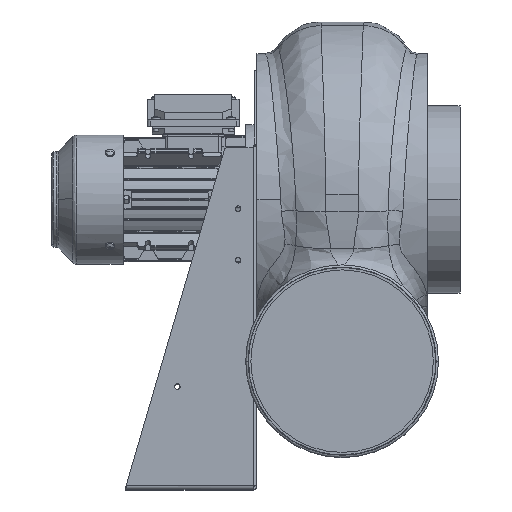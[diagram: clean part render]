
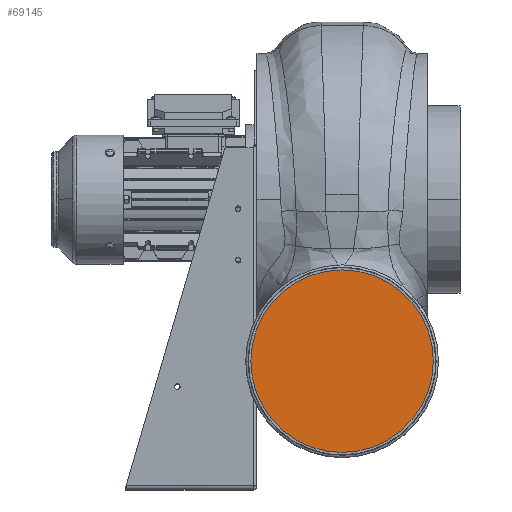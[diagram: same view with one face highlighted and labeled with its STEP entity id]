
A CAD part, top view. The second image highlights one B-rep face of the part: STEP entity #69145.
In plain terms, the highlighted planar face has unit normal (0, 0, 1).
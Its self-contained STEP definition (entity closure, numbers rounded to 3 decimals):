
#10293 = VERTEX_POINT ( 'NONE', #15793 ) ;
#13894 = VERTEX_POINT ( 'NONE', #79793 ) ;
#15793 = CARTESIAN_POINT ( 'NONE',  ( 97.5, -173., 225. ) ) ;
#15935 = DIRECTION ( 'NONE',  ( 1., 0., 0. ) ) ;
#17615 = DIRECTION ( 'NONE',  ( 1., 0., 0. ) ) ;
#19196 = ORIENTED_EDGE ( 'NONE', *, *, #50362, .F. ) ;
#31323 = EDGE_CURVE ( 'NONE', #13894, #10293, #73083, .T. ) ;
#32236 = CARTESIAN_POINT ( 'NONE',  ( 0., -173., 225. ) ) ;
#38669 = ORIENTED_EDGE ( 'NONE', *, *, #31323, .F. ) ;
#41697 = PLANE ( 'NONE',  #75225 ) ;
#46916 = DIRECTION ( 'NONE',  ( 0., 0., -1. ) ) ;
#50362 = EDGE_CURVE ( 'NONE', #10293, #13894, #59351, .T. ) ;
#57969 = DIRECTION ( 'NONE',  ( 1., 0., 0. ) ) ;
#59351 = CIRCLE ( 'NONE', #71041, 97.5 ) ;
#62636 = AXIS2_PLACEMENT_3D ( 'NONE', #32236, #76762, #57969 ) ;
#64639 = EDGE_LOOP ( 'NONE', ( #19196, #38669 ) ) ;
#67027 = CARTESIAN_POINT ( 'NONE',  ( 0., -173., 225. ) ) ;
#67822 = DIRECTION ( 'NONE',  ( 0., 0., 1. ) ) ;
#69145 = ADVANCED_FACE ( 'NONE', ( #79681 ), #41697, .T. ) ;
#71041 = AXIS2_PLACEMENT_3D ( 'NONE', #77586, #46916, #15935 ) ;
#73083 = CIRCLE ( 'NONE', #62636, 97.5 ) ;
#75225 = AXIS2_PLACEMENT_3D ( 'NONE', #67027, #67822, #17615 ) ;
#76762 = DIRECTION ( 'NONE',  ( 0., 0., -1. ) ) ;
#77586 = CARTESIAN_POINT ( 'NONE',  ( 0., -173., 225. ) ) ;
#79681 = FACE_OUTER_BOUND ( 'NONE', #64639, .T. ) ;
#79793 = CARTESIAN_POINT ( 'NONE',  ( -97.5, -173., 225. ) ) ;
